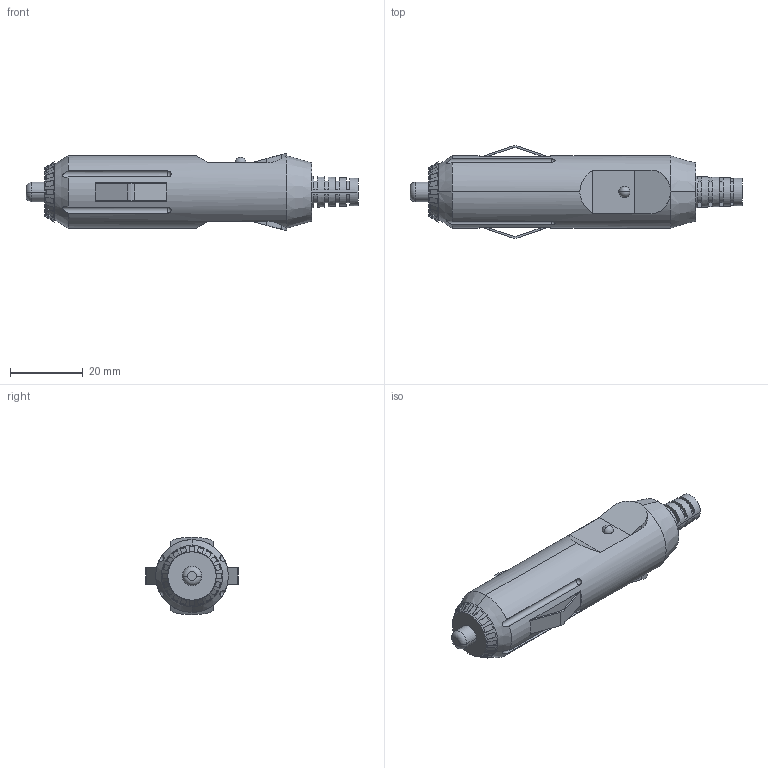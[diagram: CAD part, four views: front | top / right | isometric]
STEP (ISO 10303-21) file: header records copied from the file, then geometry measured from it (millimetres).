
FILE_DESCRIPTION (( 'STEP AP214' ), '1' );
FILE_NAME ('AP-129.STEP', '2019-11-25T22:58:43', ( '' ), ( '' ), 'SwSTEP 2.0', 'SolidWorks 2017', '' );
FILE_SCHEMA (( 'AUTOMOTIVE_DESIGN' ));
Length unit declared in the file: millimetre
Products named in the file (1): AP-129
Bounding box: 91.5 x 25.49 x 21.34 mm (x, y, z)
Volume: 22145.5 mm3; surface area: 6192.1 mm2
Topology: 5 solids, 5 shells, 223 faces, 550 edges, 357 vertices
Faces by surface type: plane 175, cylinder 30, cone 8, torus 6, bspline 2, sphere 2
Entity records: 6812 total; most frequent: CARTESIAN_POINT 1745, ORIENTED_EDGE 1076, DIRECTION 944, EDGE_CURVE 538, VERTEX_POINT 355, LINE 320, VECTOR 320, AXIS2_PLACEMENT_3D 312
